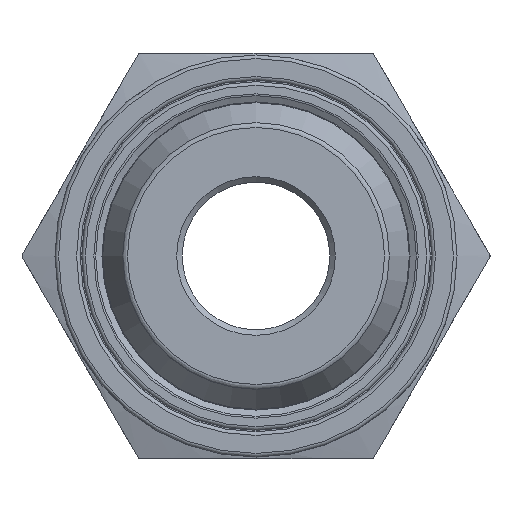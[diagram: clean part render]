
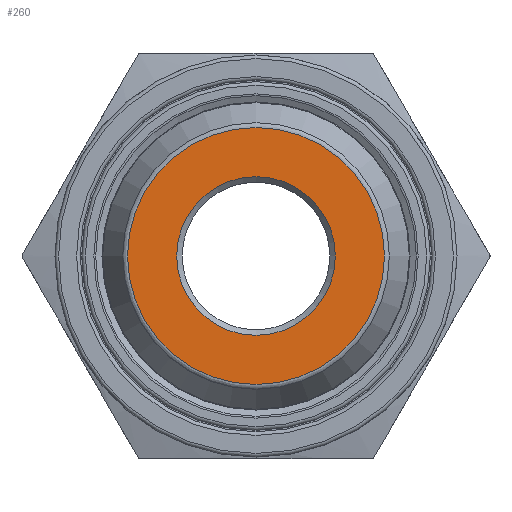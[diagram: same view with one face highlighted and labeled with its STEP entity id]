
A CAD part, left-side view. The second image highlights one B-rep face of the part: STEP entity #260.
In plain terms, the highlighted planar face has unit normal (-1, 0, 0).
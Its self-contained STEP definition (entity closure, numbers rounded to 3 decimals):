
#260=ADVANCED_FACE('',(#361,#362),#297,.F.);
#297=PLANE('',#1014);
#361=FACE_BOUND('',#483,.T.);
#362=FACE_BOUND('',#484,.T.);
#483=EDGE_LOOP('',(#652));
#484=EDGE_LOOP('',(#653));
#652=ORIENTED_EDGE('',*,*,#861,.T.);
#653=ORIENTED_EDGE('',*,*,#862,.T.);
#771=VERTEX_POINT('',#1681);
#772=VERTEX_POINT('',#1683);
#861=EDGE_CURVE('',#771,#771,#915,.T.);
#862=EDGE_CURVE('',#772,#772,#916,.T.);
#915=CIRCLE('',#1012,4.3);
#916=CIRCLE('',#1013,6.964);
#1012=AXIS2_PLACEMENT_3D('',#1680,#1223,#1224);
#1013=AXIS2_PLACEMENT_3D('',#1682,#1225,#1226);
#1014=AXIS2_PLACEMENT_3D('',#1684,#1227,#1228);
#1223=DIRECTION('',(1.,0.,0.));
#1224=DIRECTION('',(0.,0.,-1.));
#1225=DIRECTION('',(-1.,0.,0.));
#1226=DIRECTION('',(0.,0.,-1.));
#1227=DIRECTION('',(1.,0.,0.));
#1228=DIRECTION('',(0.,0.,-1.));
#1680=CARTESIAN_POINT('',(55.955,0.,0.));
#1681=CARTESIAN_POINT('',(55.955,0.,-4.3));
#1682=CARTESIAN_POINT('',(55.955,0.,0.));
#1683=CARTESIAN_POINT('',(55.955,0.,-6.964));
#1684=CARTESIAN_POINT('',(55.955,-12.575,0.));
